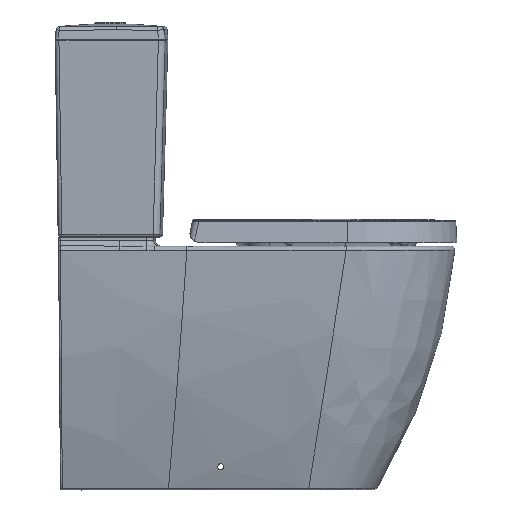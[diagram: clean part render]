
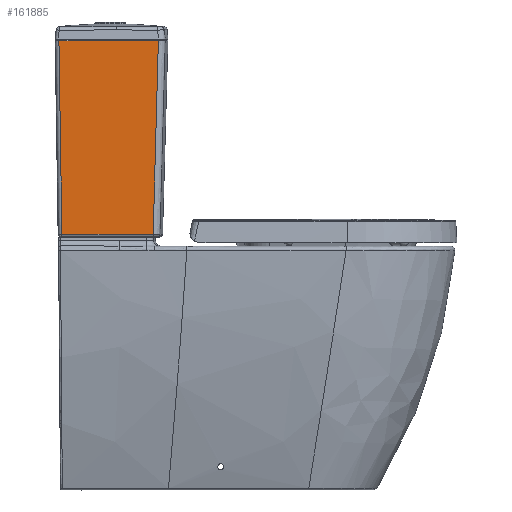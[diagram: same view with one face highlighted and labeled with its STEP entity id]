
A CAD part, front view. The second image highlights one B-rep face of the part: STEP entity #161885.
In plain terms, the highlighted face is planar.
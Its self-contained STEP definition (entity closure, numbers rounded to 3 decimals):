
#160280=CARTESIAN_POINT('',(190.076,149.682,4.923));
#160281=VERTEX_POINT('',#160280);
#160312=CARTESIAN_POINT('',(190.076,-0.076,4.923));
#160313=VERTEX_POINT('',#160312);
#160314=CARTESIAN_POINT('',(190.076,-0.076,4.923));
#160315=DIRECTION('',(0.0,1.0,0.0));
#160316=VECTOR('',#160315,149.758);
#160317=LINE('',#160314,#160316);
#160318=EDGE_CURVE('',#160313,#160281,#160317,.T.);
#161810=CARTESIAN_POINT('',(194.955,158.229,322.045));
#161811=VERTEX_POINT('',#161810);
#161812=CARTESIAN_POINT('',(194.955,158.229,322.045));
#161813=CARTESIAN_POINT('',(194.522,157.472,293.908));
#161814=CARTESIAN_POINT('',(194.098,156.729,266.369));
#161815=CARTESIAN_POINT('',(193.666,155.973,238.315));
#161816=CARTESIAN_POINT('',(193.397,155.502,220.822));
#161817=CARTESIAN_POINT('',(193.125,155.024,203.102));
#161818=CARTESIAN_POINT('',(192.849,154.54,185.16));
#161819=CARTESIAN_POINT('',(192.553,154.023,165.962));
#161820=CARTESIAN_POINT('',(192.255,153.499,146.565));
#161821=CARTESIAN_POINT('',(191.961,152.984,127.455));
#161822=CARTESIAN_POINT('',(191.636,152.415,106.338));
#161823=CARTESIAN_POINT('',(191.316,151.855,85.568));
#161824=CARTESIAN_POINT('',(190.999,151.299,64.956));
#161825=CARTESIAN_POINT('',(190.692,150.761,44.969));
#161826=CARTESIAN_POINT('',(190.386,150.225,25.081));
#161827=CARTESIAN_POINT('',(190.076,149.682,4.923));
#161828=B_SPLINE_CURVE_WITH_KNOTS('',3,(#161812,#161813,#161814,#161815,#161816,#161817,#161818,#161819,#161820,#161821,#161822,#161823,#161824,#161825,#161826,#161827),.UNSPECIFIED.,.F.,.U.,(4,3,3,3,3,4),(98.516,183.284,236.139,292.692,355.186,415.79),.UNSPECIFIED.);
#161829=EDGE_CURVE('',#161811,#160281,#161828,.T.);
#161851=CARTESIAN_POINT('',(192.5,79.437,162.5));
#161852=DIRECTION('',(-1.,0.,0.015));
#161853=DIRECTION('',(0.015,0.0,1.));
#161854=AXIS2_PLACEMENT_3D('',#161851,#161852,#161853);
#161855=PLANE('',#161854);
#161856=CARTESIAN_POINT('',(194.955,0.059,322.045));
#161857=VERTEX_POINT('',#161856);
#161858=CARTESIAN_POINT('',(194.955,158.229,322.045));
#161859=DIRECTION('',(0.,-1.0,0.));
#161860=VECTOR('',#161859,158.17);
#161861=LINE('',#161858,#161860);
#161862=EDGE_CURVE('',#161811,#161857,#161861,.T.);
#161863=ORIENTED_EDGE('',*,*,#161862,.T.);
#161864=CARTESIAN_POINT('',(194.955,-4.955,322.046));
#161865=VERTEX_POINT('',#161864);
#161866=CARTESIAN_POINT('',(194.955,0.059,322.046));
#161867=CARTESIAN_POINT('',(194.955,-0.109,322.046));
#161868=CARTESIAN_POINT('',(194.955,-1.451,322.046));
#161869=CARTESIAN_POINT('',(194.955,-3.637,322.045));
#161870=CARTESIAN_POINT('',(194.955,-4.159,322.045));
#161871=CARTESIAN_POINT('',(194.955,-4.955,322.046));
#161872=B_SPLINE_CURVE_WITH_KNOTS('',3,(#161866,#161867,#161868,#161869,#161870,#161871),.UNSPECIFIED.,.F.,.U.,(4,2,4),(0.,0.05,0.11),.UNSPECIFIED.);
#161873=EDGE_CURVE('',#161857,#161865,#161872,.T.);
#161874=ORIENTED_EDGE('',*,*,#161873,.T.);
#161875=CARTESIAN_POINT('',(194.955,-4.955,322.046));
#161876=DIRECTION('',(-0.015,0.015,-1.));
#161877=VECTOR('',#161876,317.197);
#161878=LINE('',#161875,#161877);
#161879=EDGE_CURVE('',#161865,#160313,#161878,.T.);
#161880=ORIENTED_EDGE('',*,*,#161879,.T.);
#161881=ORIENTED_EDGE('',*,*,#160318,.T.);
#161882=ORIENTED_EDGE('',*,*,#161829,.F.);
#161883=EDGE_LOOP('',(#161863,#161874,#161880,#161881,#161882));
#161884=FACE_OUTER_BOUND('',#161883,.T.);
#161885=ADVANCED_FACE('',(#161884),#161855,.F.);
